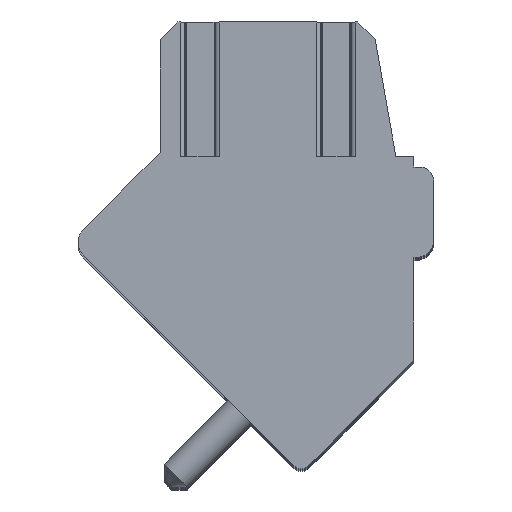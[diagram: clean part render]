
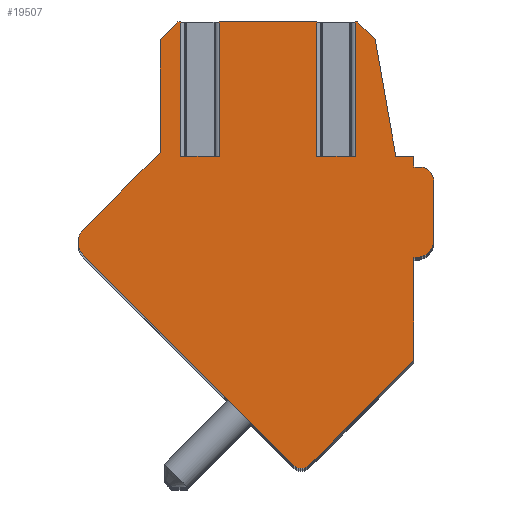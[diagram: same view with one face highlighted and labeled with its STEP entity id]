
A CAD part, top view. The second image highlights one B-rep face of the part: STEP entity #19507.
In plain terms, the highlighted planar face has unit normal (0, 0, 1).
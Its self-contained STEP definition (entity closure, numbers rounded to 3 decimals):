
#2535=DIRECTION('',(0.707,-0.707,0.));
#2536=VECTOR('',#2535,8.2);
#2537=CARTESIAN_POINT('',(-4.761,0.072,1.75));
#2538=LINE('',#2537,#2536);
#2914=DIRECTION('',(1.,0.,0.));
#2915=VECTOR('',#2914,1.07);
#2916=CARTESIAN_POINT('',(1.673,2.8,1.75));
#2917=LINE('',#2916,#2915);
#2918=DIRECTION('',(0.,1.,0.));
#2919=VECTOR('',#2918,3.7);
#2920=CARTESIAN_POINT('',(2.743,2.8,1.75));
#2921=LINE('',#2920,#2919);
#2922=DIRECTION('',(-1.,0.,0.));
#2923=VECTOR('',#2922,0.068);
#2924=CARTESIAN_POINT('',(2.811,6.5,1.75));
#2925=LINE('',#2924,#2923);
#2926=DIRECTION('',(-0.707,0.707,0.));
#2927=VECTOR('',#2926,0.677);
#2928=CARTESIAN_POINT('',(3.29,6.021,1.75));
#2929=LINE('',#2928,#2927);
#2930=DIRECTION('',(-0.174,0.985,0.));
#2931=VECTOR('',#2930,3.271);
#2932=CARTESIAN_POINT('',(3.858,2.8,1.75));
#2933=LINE('',#2932,#2931);
#2934=DIRECTION('',(-1.,0.,0.));
#2935=VECTOR('',#2934,0.5);
#2936=CARTESIAN_POINT('',(4.358,2.8,1.75));
#2937=LINE('',#2936,#2935);
#2938=DIRECTION('',(0.,1.,0.));
#2939=VECTOR('',#2938,0.3);
#2940=CARTESIAN_POINT('',(4.358,2.5,1.75));
#2941=LINE('',#2940,#2939);
#2942=DIRECTION('',(-1.,0.,0.));
#2943=VECTOR('',#2942,0.15);
#2944=CARTESIAN_POINT('',(4.508,2.5,1.75));
#2945=LINE('',#2944,#2943);
#2946=CARTESIAN_POINT('',(4.508,2.1,1.75));
#2947=DIRECTION('',(0.,0.,1.));
#2948=DIRECTION('',(1.,0.,0.));
#2949=AXIS2_PLACEMENT_3D('',#2946,#2947,#2948);
#2951=DIRECTION('',(0.,1.,0.));
#2952=VECTOR('',#2951,1.6);
#2953=CARTESIAN_POINT('',(4.908,0.5,1.75));
#2954=LINE('',#2953,#2952);
#2955=CARTESIAN_POINT('',(4.408,0.5,1.75));
#2956=DIRECTION('',(0.,0.,1.));
#2957=DIRECTION('',(0.,-1.,0.));
#2958=AXIS2_PLACEMENT_3D('',#2955,#2956,#2957);
#2960=DIRECTION('',(1.,0.,0.));
#2961=VECTOR('',#2960,0.05);
#2962=CARTESIAN_POINT('',(4.358,0.,1.75));
#2963=LINE('',#2962,#2961);
#2964=DIRECTION('',(0.,1.,0.));
#2965=VECTOR('',#2964,2.83);
#2966=CARTESIAN_POINT('',(4.358,-2.83,1.75));
#2967=LINE('',#2966,#2965);
#2968=DIRECTION('',(0.707,0.707,0.));
#2969=VECTOR('',#2968,4.096);
#2970=CARTESIAN_POINT('',(1.461,-5.727,1.75));
#2971=LINE('',#2970,#2969);
#2972=CARTESIAN_POINT('',(1.249,-5.515,1.75));
#2973=DIRECTION('',(0.,0.,1.));
#2974=DIRECTION('',(-0.707,-0.707,0.));
#2975=AXIS2_PLACEMENT_3D('',#2972,#2973,#2974);
#2977=CARTESIAN_POINT('',(-4.408,0.425,1.75));
#2978=DIRECTION('',(0.,0.,1.));
#2979=DIRECTION('',(-0.707,0.707,0.));
#2980=AXIS2_PLACEMENT_3D('',#2977,#2978,#2979);
#2982=DIRECTION('',(-0.707,-0.707,0.));
#2983=VECTOR('',#2982,2.997);
#2984=CARTESIAN_POINT('',(-2.642,2.898,1.75));
#2985=LINE('',#2984,#2983);
#2986=DIRECTION('',(0.,-1.,0.));
#2987=VECTOR('',#2986,3.111);
#2988=CARTESIAN_POINT('',(-2.642,6.009,1.75));
#2989=LINE('',#2988,#2987);
#2990=DIRECTION('',(-0.707,-0.707,0.));
#2991=VECTOR('',#2990,0.694);
#2992=CARTESIAN_POINT('',(-2.151,6.5,1.75));
#2993=LINE('',#2992,#2991);
#2994=DIRECTION('',(-1.,0.,0.));
#2995=VECTOR('',#2994,0.074);
#2996=CARTESIAN_POINT('',(-2.077,6.5,1.75));
#2997=LINE('',#2996,#2995);
#2998=DIRECTION('',(0.,1.,0.));
#2999=VECTOR('',#2998,3.7);
#3000=CARTESIAN_POINT('',(-2.077,2.8,1.75));
#3001=LINE('',#3000,#2999);
#3002=DIRECTION('',(1.,0.,0.));
#3003=VECTOR('',#3002,1.07);
#3004=CARTESIAN_POINT('',(-2.077,2.8,1.75));
#3005=LINE('',#3004,#3003);
#3006=DIRECTION('',(0.,1.,0.));
#3007=VECTOR('',#3006,3.7);
#3008=CARTESIAN_POINT('',(-1.007,2.8,1.75));
#3009=LINE('',#3008,#3007);
#3010=DIRECTION('',(-1.,0.,0.));
#3011=VECTOR('',#3010,2.68);
#3012=CARTESIAN_POINT('',(1.673,6.5,1.75));
#3013=LINE('',#3012,#3011);
#3014=DIRECTION('',(0.,1.,0.));
#3015=VECTOR('',#3014,3.7);
#3016=CARTESIAN_POINT('',(1.673,2.8,1.75));
#3017=LINE('',#3016,#3015);
#12452=CARTESIAN_POINT('',(1.673,2.8,1.75));
#12453=CARTESIAN_POINT('',(2.743,2.8,1.75));
#12454=VERTEX_POINT('',#12452);
#12455=VERTEX_POINT('',#12453);
#12456=CARTESIAN_POINT('',(2.743,6.5,1.75));
#12457=VERTEX_POINT('',#12456);
#12458=CARTESIAN_POINT('',(1.673,6.5,1.75));
#12459=VERTEX_POINT('',#12458);
#12472=CARTESIAN_POINT('',(-2.077,2.8,1.75));
#12473=CARTESIAN_POINT('',(-1.007,2.8,1.75));
#12474=VERTEX_POINT('',#12472);
#12475=VERTEX_POINT('',#12473);
#12476=CARTESIAN_POINT('',(-1.007,6.5,1.75));
#12477=VERTEX_POINT('',#12476);
#12478=CARTESIAN_POINT('',(-2.077,6.5,1.75));
#12479=VERTEX_POINT('',#12478);
#12570=CARTESIAN_POINT('',(1.037,-5.727,1.75));
#12571=CARTESIAN_POINT('',(1.461,-5.727,1.75));
#12572=VERTEX_POINT('',#12570);
#12573=VERTEX_POINT('',#12571);
#12574=CARTESIAN_POINT('',(4.358,-2.83,1.75));
#12575=VERTEX_POINT('',#12574);
#12576=CARTESIAN_POINT('',(4.358,0.,1.75));
#12577=VERTEX_POINT('',#12576);
#12578=CARTESIAN_POINT('',(4.408,0.,1.75));
#12579=VERTEX_POINT('',#12578);
#12580=CARTESIAN_POINT('',(4.908,0.5,1.75));
#12581=VERTEX_POINT('',#12580);
#12582=CARTESIAN_POINT('',(4.908,2.1,1.75));
#12583=VERTEX_POINT('',#12582);
#12584=CARTESIAN_POINT('',(4.508,2.5,1.75));
#12585=VERTEX_POINT('',#12584);
#12586=CARTESIAN_POINT('',(4.358,2.5,1.75));
#12587=VERTEX_POINT('',#12586);
#12588=CARTESIAN_POINT('',(4.358,2.8,1.75));
#12589=VERTEX_POINT('',#12588);
#12590=CARTESIAN_POINT('',(3.858,2.8,1.75));
#12591=VERTEX_POINT('',#12590);
#12592=CARTESIAN_POINT('',(3.29,6.021,1.75));
#12593=VERTEX_POINT('',#12592);
#12594=CARTESIAN_POINT('',(2.811,6.5,1.75));
#12595=VERTEX_POINT('',#12594);
#12596=CARTESIAN_POINT('',(-2.151,6.5,1.75));
#12597=CARTESIAN_POINT('',(-2.642,6.009,1.75));
#12598=VERTEX_POINT('',#12596);
#12599=VERTEX_POINT('',#12597);
#12600=CARTESIAN_POINT('',(-4.761,0.779,1.75));
#12601=CARTESIAN_POINT('',(-4.761,0.072,1.75));
#12602=VERTEX_POINT('',#12600);
#12603=VERTEX_POINT('',#12601);
#12608=CARTESIAN_POINT('',(-2.642,2.898,1.75));
#12610=VERTEX_POINT('',#12608);
#19464=CARTESIAN_POINT('',(0.,0.,1.75));
#19465=DIRECTION('',(0.,0.,1.));
#19466=DIRECTION('',(1.,0.,0.));
#19467=AXIS2_PLACEMENT_3D('',#19464,#19465,#19466);
#19468=PLANE('',#19467);
#19470=ORIENTED_EDGE('',*,*,#19469,.T.);
#19472=ORIENTED_EDGE('',*,*,#19471,.T.);
#19473=ORIENTED_EDGE('',*,*,#16143,.F.);
#19474=ORIENTED_EDGE('',*,*,#16389,.F.);
#19475=ORIENTED_EDGE('',*,*,#16403,.F.);
#19476=ORIENTED_EDGE('',*,*,#16417,.F.);
#19477=ORIENTED_EDGE('',*,*,#16542,.F.);
#19478=ORIENTED_EDGE('',*,*,#16558,.F.);
#19479=ORIENTED_EDGE('',*,*,#17283,.F.);
#19480=ORIENTED_EDGE('',*,*,#17505,.F.);
#19481=ORIENTED_EDGE('',*,*,#17727,.F.);
#19482=ORIENTED_EDGE('',*,*,#17949,.F.);
#19483=ORIENTED_EDGE('',*,*,#18178,.F.);
#19484=ORIENTED_EDGE('',*,*,#18953,.F.);
#19485=ORIENTED_EDGE('',*,*,#19155,.F.);
#19486=ORIENTED_EDGE('',*,*,#19004,.F.);
#19488=ORIENTED_EDGE('',*,*,#19487,.F.);
#19490=ORIENTED_EDGE('',*,*,#19489,.F.);
#19492=ORIENTED_EDGE('',*,*,#19491,.F.);
#19494=ORIENTED_EDGE('',*,*,#19493,.F.);
#19495=ORIENTED_EDGE('',*,*,#16175,.F.);
#19497=ORIENTED_EDGE('',*,*,#19496,.F.);
#19499=ORIENTED_EDGE('',*,*,#19498,.T.);
#19501=ORIENTED_EDGE('',*,*,#19500,.T.);
#19502=ORIENTED_EDGE('',*,*,#16159,.F.);
#19504=ORIENTED_EDGE('',*,*,#19503,.F.);
#19505=EDGE_LOOP('',(#19470,#19472,#19473,#19474,#19475,#19476,#19477,#19478,
#19479,#19480,#19481,#19482,#19483,#19484,#19485,#19486,#19488,#19490,#19492,
#19494,#19495,#19497,#19499,#19501,#19502,#19504));
#19506=FACE_OUTER_BOUND('',#19505,.F.);
#2950=CIRCLE('',#2949,0.4);
#2959=CIRCLE('',#2958,0.5);
#2976=CIRCLE('',#2975,0.3);
#2981=CIRCLE('',#2980,0.5);
#16143=EDGE_CURVE('',#12595,#12457,#2925,.T.);
#16159=EDGE_CURVE('',#12459,#12477,#3013,.T.);
#16175=EDGE_CURVE('',#12479,#12598,#2997,.T.);
#16389=EDGE_CURVE('',#12593,#12595,#2929,.T.);
#16403=EDGE_CURVE('',#12591,#12593,#2933,.T.);
#16417=EDGE_CURVE('',#12589,#12591,#2937,.T.);
#16542=EDGE_CURVE('',#12587,#12589,#2941,.T.);
#16558=EDGE_CURVE('',#12585,#12587,#2945,.T.);
#17283=EDGE_CURVE('',#12583,#12585,#2950,.T.);
#17505=EDGE_CURVE('',#12581,#12583,#2954,.T.);
#17727=EDGE_CURVE('',#12579,#12581,#2959,.T.);
#17949=EDGE_CURVE('',#12577,#12579,#2963,.T.);
#18178=EDGE_CURVE('',#12575,#12577,#2967,.T.);
#18953=EDGE_CURVE('',#12573,#12575,#2971,.T.);
#19004=EDGE_CURVE('',#12603,#12572,#2538,.T.);
#19155=EDGE_CURVE('',#12572,#12573,#2976,.T.);
#19469=EDGE_CURVE('',#12454,#12455,#2917,.T.);
#19471=EDGE_CURVE('',#12455,#12457,#2921,.T.);
#19487=EDGE_CURVE('',#12602,#12603,#2981,.T.);
#19489=EDGE_CURVE('',#12610,#12602,#2985,.T.);
#19491=EDGE_CURVE('',#12599,#12610,#2989,.T.);
#19493=EDGE_CURVE('',#12598,#12599,#2993,.T.);
#19496=EDGE_CURVE('',#12474,#12479,#3001,.T.);
#19498=EDGE_CURVE('',#12474,#12475,#3005,.T.);
#19500=EDGE_CURVE('',#12475,#12477,#3009,.T.);
#19503=EDGE_CURVE('',#12454,#12459,#3017,.T.);
#19507=ADVANCED_FACE('',(#19506),#19468,.T.);
